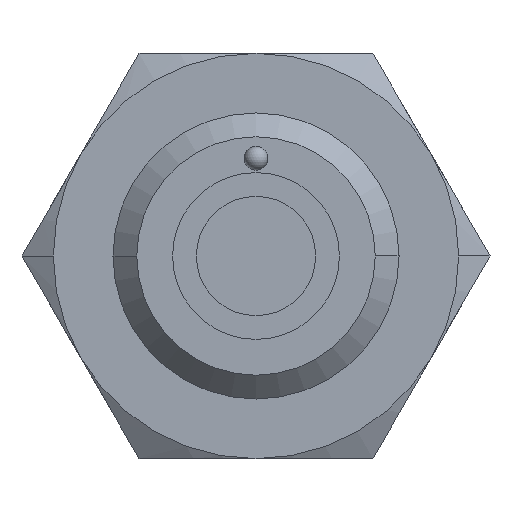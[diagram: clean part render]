
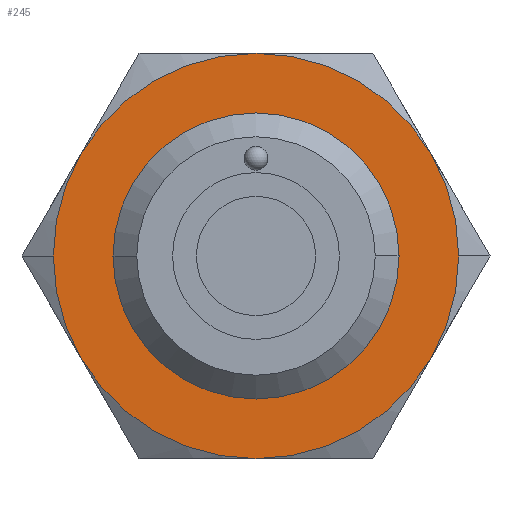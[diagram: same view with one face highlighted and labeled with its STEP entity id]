
A CAD part, front view. The second image highlights one B-rep face of the part: STEP entity #245.
In plain terms, the highlighted planar face has unit normal (0, -1, 0).
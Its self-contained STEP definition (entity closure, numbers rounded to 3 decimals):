
#245=ADVANCED_FACE('',(#407,#408),#409,.T.);
#407=FACE_OUTER_BOUND('',#576,.T.);
#408=FACE_BOUND('',#577,.T.);
#409=PLANE('',#578);
#576=EDGE_LOOP('',(#1109,#1110,#1111,#1112,#1113,#1114,#1115,#1116));
#577=EDGE_LOOP('',(#1117,#1118));
#578=AXIS2_PLACEMENT_3D('',#1119,#1120,#1121);
#1109=ORIENTED_EDGE('',*,*,#1320,.F.);
#1110=ORIENTED_EDGE('',*,*,#1306,.F.);
#1111=ORIENTED_EDGE('',*,*,#1309,.F.);
#1112=ORIENTED_EDGE('',*,*,#1311,.F.);
#1113=ORIENTED_EDGE('',*,*,#1304,.F.);
#1114=ORIENTED_EDGE('',*,*,#1315,.F.);
#1115=ORIENTED_EDGE('',*,*,#1318,.F.);
#1116=ORIENTED_EDGE('',*,*,#1300,.F.);
#1117=ORIENTED_EDGE('',*,*,#1340,.T.);
#1118=ORIENTED_EDGE('',*,*,#1284,.T.);
#1119=CARTESIAN_POINT('',(7.25,-13.7,0.0));
#1120=DIRECTION('',(0.0,-1.0,0.0));
#1121=DIRECTION('',(-1.0,0.0,0.0));
#1284=EDGE_CURVE('',#1520,#1517,#1521,.T.);
#1300=EDGE_CURVE('',#1547,#1550,#1551,.T.);
#1304=EDGE_CURVE('',#1556,#1554,#1558,.T.);
#1306=EDGE_CURVE('',#1560,#1562,#1563,.T.);
#1309=EDGE_CURVE('',#1566,#1560,#1568,.T.);
#1311=EDGE_CURVE('',#1554,#1566,#1570,.T.);
#1315=EDGE_CURVE('',#1574,#1556,#1576,.T.);
#1318=EDGE_CURVE('',#1550,#1574,#1580,.T.);
#1320=EDGE_CURVE('',#1562,#1547,#1582,.T.);
#1340=EDGE_CURVE('',#1517,#1520,#1610,.T.);
#1517=VERTEX_POINT('',#2081);
#1520=VERTEX_POINT('',#2085);
#1521=CIRCLE('',#2086,6.0);
#1547=VERTEX_POINT('',#2141);
#1550=VERTEX_POINT('',#2145);
#1551=CIRCLE('',#2146,8.5);
#1554=VERTEX_POINT('',#2160);
#1556=VERTEX_POINT('',#2163);
#1558=CIRCLE('',#2176,8.5);
#1560=VERTEX_POINT('',#2178);
#1562=VERTEX_POINT('',#2191);
#1563=CIRCLE('',#2192,8.5);
#1566=VERTEX_POINT('',#2206);
#1568=CIRCLE('',#2219,8.5);
#1570=CIRCLE('',#2232,8.5);
#1574=VERTEX_POINT('',#2258);
#1576=CIRCLE('',#2271,8.5);
#1580=CIRCLE('',#2297,8.5);
#1582=CIRCLE('',#2310,8.5);
#1610=CIRCLE('',#2448,6.0);
#2081=CARTESIAN_POINT('',(6.0,-13.7,0.0));
#2085=CARTESIAN_POINT('',(-6.0,-13.7,0.));
#2086=AXIS2_PLACEMENT_3D('',#2651,#2652,#2653);
#2141=CARTESIAN_POINT('',(8.5,-13.7,0.));
#2145=CARTESIAN_POINT('',(7.361,-13.7,-4.25));
#2146=AXIS2_PLACEMENT_3D('',#2677,#2678,#2679);
#2160=CARTESIAN_POINT('',(-8.5,-13.7,0.));
#2163=CARTESIAN_POINT('',(-7.361,-13.7,-4.25));
#2176=AXIS2_PLACEMENT_3D('',#2681,#2682,#2683);
#2178=CARTESIAN_POINT('',(0.,-13.7,8.5));
#2191=CARTESIAN_POINT('',(7.361,-13.7,4.25));
#2192=AXIS2_PLACEMENT_3D('',#2684,#2685,#2686);
#2206=CARTESIAN_POINT('',(-7.361,-13.7,4.25));
#2219=AXIS2_PLACEMENT_3D('',#2687,#2688,#2689);
#2232=AXIS2_PLACEMENT_3D('',#2690,#2691,#2692);
#2258=CARTESIAN_POINT('',(0.0,-13.7,-8.5));
#2271=AXIS2_PLACEMENT_3D('',#2693,#2694,#2695);
#2297=AXIS2_PLACEMENT_3D('',#2696,#2697,#2698);
#2310=AXIS2_PLACEMENT_3D('',#2699,#2700,#2701);
#2448=AXIS2_PLACEMENT_3D('',#2729,#2730,#2731);
#2651=CARTESIAN_POINT('',(0.0,-13.7,0.0));
#2652=DIRECTION('',(0.0,1.0,0.0));
#2653=DIRECTION('',(1.0,0.0,0.0));
#2677=CARTESIAN_POINT('',(0.0,-13.7,0.0));
#2678=DIRECTION('',(0.0,1.0,0.0));
#2679=DIRECTION('',(1.0,0.0,0.0));
#2681=CARTESIAN_POINT('',(0.0,-13.7,0.0));
#2682=DIRECTION('',(0.0,1.0,0.0));
#2683=DIRECTION('',(1.0,0.0,0.0));
#2684=CARTESIAN_POINT('',(0.0,-13.7,0.0));
#2685=DIRECTION('',(0.0,1.0,0.0));
#2686=DIRECTION('',(1.0,0.0,0.0));
#2687=CARTESIAN_POINT('',(0.0,-13.7,0.0));
#2688=DIRECTION('',(0.0,1.0,0.0));
#2689=DIRECTION('',(1.0,0.0,0.0));
#2690=CARTESIAN_POINT('',(0.0,-13.7,0.0));
#2691=DIRECTION('',(0.0,1.0,0.0));
#2692=DIRECTION('',(1.0,0.0,0.0));
#2693=CARTESIAN_POINT('',(0.0,-13.7,0.0));
#2694=DIRECTION('',(0.0,1.0,0.0));
#2695=DIRECTION('',(1.0,0.0,0.0));
#2696=CARTESIAN_POINT('',(0.0,-13.7,0.0));
#2697=DIRECTION('',(0.0,1.0,0.0));
#2698=DIRECTION('',(1.0,0.0,0.0));
#2699=CARTESIAN_POINT('',(0.0,-13.7,0.0));
#2700=DIRECTION('',(0.0,1.0,0.0));
#2701=DIRECTION('',(1.0,0.0,0.0));
#2729=CARTESIAN_POINT('',(0.0,-13.7,0.0));
#2730=DIRECTION('',(0.0,1.0,0.0));
#2731=DIRECTION('',(1.0,0.0,0.0));
